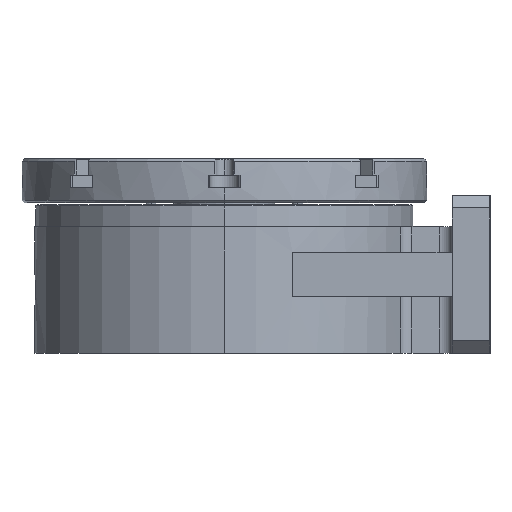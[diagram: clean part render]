
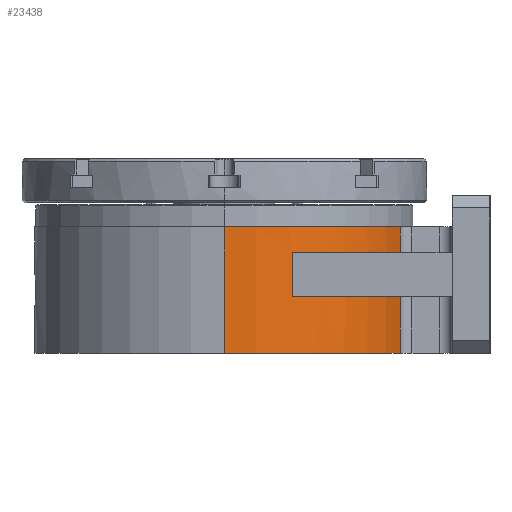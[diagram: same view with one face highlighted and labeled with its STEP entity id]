
A CAD part, left-side view. The second image highlights one B-rep face of the part: STEP entity #23438.
In plain terms, the highlighted cylindrical face has radius 150 mm (diameter 300 mm), a partial arc.
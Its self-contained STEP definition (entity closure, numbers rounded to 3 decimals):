
#145 = ORIENTED_EDGE ( 'NONE', *, *, #18086, .T. ) ;
#598 = CARTESIAN_POINT ( 'NONE',  ( -140., -53.852, -20. ) ) ;
#682 = EDGE_CURVE ( 'NONE', #1166, #37051, #8084, .T. ) ;
#1112 = EDGE_CURVE ( 'NONE', #17682, #14097, #28380, .T. ) ;
#1158 = CARTESIAN_POINT ( 'NONE',  ( -56.25, -139.054, -20. ) ) ;
#1166 = VERTEX_POINT ( 'NONE', #9709 ) ;
#1479 = EDGE_CURVE ( 'NONE', #37051, #14897, #41464, .T. ) ;
#1769 = LINE ( 'NONE', #28460, #8763 ) ;
#1884 = CARTESIAN_POINT ( 'NONE',  ( -56.25, -139.054, -100. ) ) ;
#1932 = DIRECTION ( 'NONE',  ( 1., 0., 0. ) ) ;
#2243 = ORIENTED_EDGE ( 'NONE', *, *, #10669, .T. ) ;
#2363 = VERTEX_POINT ( 'NONE', #36866 ) ;
#2850 = ORIENTED_EDGE ( 'NONE', *, *, #1479, .T. ) ;
#3141 = CARTESIAN_POINT ( 'NONE',  ( -150., 0., 0. ) ) ;
#3316 = DIRECTION ( 'NONE',  ( 1., 0., 0. ) ) ;
#3677 = AXIS2_PLACEMENT_3D ( 'NONE', #36302, #33050, #3316 ) ;
#4402 = DIRECTION ( 'NONE',  ( 0., 0., 1. ) ) ;
#4620 = CARTESIAN_POINT ( 'NONE',  ( -140., -53.852, -407.105 ) ) ;
#5037 = VERTEX_POINT ( 'NONE', #24258 ) ;
#5192 = CARTESIAN_POINT ( 'NONE',  ( 0., 0., 0. ) ) ;
#6161 = LINE ( 'NONE', #26521, #11526 ) ;
#6394 = DIRECTION ( 'NONE',  ( 0., 0., 1. ) ) ;
#6507 = ORIENTED_EDGE ( 'NONE', *, *, #1112, .F. ) ;
#8084 = LINE ( 'NONE', #4620, #18568 ) ;
#8723 = AXIS2_PLACEMENT_3D ( 'NONE', #5192, #18411, #1932 ) ;
#8763 = VECTOR ( 'NONE', #41682, 1000. ) ;
#8917 = VECTOR ( 'NONE', #35111, 1000. ) ;
#9709 = CARTESIAN_POINT ( 'NONE',  ( -140., -53.852, -55. ) ) ;
#10360 = EDGE_CURVE ( 'NONE', #17771, #2363, #6161, .T. ) ;
#10669 = EDGE_CURVE ( 'NONE', #14897, #5037, #1769, .T. ) ;
#11526 = VECTOR ( 'NONE', #36309, 1000. ) ;
#11634 = AXIS2_PLACEMENT_3D ( 'NONE', #36336, #6394, #26544 ) ;
#13412 = CARTESIAN_POINT ( 'NONE',  ( -150., 0., -100. ) ) ;
#13429 = EDGE_LOOP ( 'NONE', ( #6507, #17103, #34527, #145, #40786, #2850, #2243, #15932 ) ) ;
#14097 = VERTEX_POINT ( 'NONE', #3141 ) ;
#14897 = VERTEX_POINT ( 'NONE', #1158 ) ;
#15932 = ORIENTED_EDGE ( 'NONE', *, *, #36766, .F. ) ;
#16583 = FACE_OUTER_BOUND ( 'NONE', #13429, .T. ) ;
#17103 = ORIENTED_EDGE ( 'NONE', *, *, #27900, .T. ) ;
#17682 = VERTEX_POINT ( 'NONE', #13412 ) ;
#17771 = VERTEX_POINT ( 'NONE', #1884 ) ;
#18086 = EDGE_CURVE ( 'NONE', #2363, #1166, #39704, .T. ) ;
#18411 = DIRECTION ( 'NONE',  ( 0., 0., 1. ) ) ;
#18568 = VECTOR ( 'NONE', #4402, 1000. ) ;
#20091 = DIRECTION ( 'NONE',  ( 0., 0., -1. ) ) ;
#20282 = CIRCLE ( 'NONE', #3677, 150. ) ;
#23438 = ADVANCED_FACE ( 'NONE', ( #16583 ), #42599, .T. ) ;
#24258 = CARTESIAN_POINT ( 'NONE',  ( -56.25, -139.054, 0. ) ) ;
#26521 = CARTESIAN_POINT ( 'NONE',  ( -56.25, -139.054, -100. ) ) ;
#26544 = DIRECTION ( 'NONE',  ( 1., 0., 0. ) ) ;
#26800 = DIRECTION ( 'NONE',  ( -1., 0., 0. ) ) ;
#27010 = CARTESIAN_POINT ( 'NONE',  ( 0., 0., -55. ) ) ;
#27900 = EDGE_CURVE ( 'NONE', #17682, #17771, #20282, .T. ) ;
#28380 = LINE ( 'NONE', #41605, #8917 ) ;
#28460 = CARTESIAN_POINT ( 'NONE',  ( -56.25, -139.054, -100. ) ) ;
#29714 = AXIS2_PLACEMENT_3D ( 'NONE', #33542, #37002, #33755 ) ;
#33050 = DIRECTION ( 'NONE',  ( 0., 0., 1. ) ) ;
#33542 = CARTESIAN_POINT ( 'NONE',  ( 0., 0., -20. ) ) ;
#33755 = DIRECTION ( 'NONE',  ( 1., 0., 0. ) ) ;
#34527 = ORIENTED_EDGE ( 'NONE', *, *, #10360, .T. ) ;
#35111 = DIRECTION ( 'NONE',  ( 0., 0., 1. ) ) ;
#36302 = CARTESIAN_POINT ( 'NONE',  ( 0., 0., -100. ) ) ;
#36309 = DIRECTION ( 'NONE',  ( 0., 0., 1. ) ) ;
#36336 = CARTESIAN_POINT ( 'NONE',  ( 0., 0., -100. ) ) ;
#36766 = EDGE_CURVE ( 'NONE', #14097, #5037, #37129, .T. ) ;
#36866 = CARTESIAN_POINT ( 'NONE',  ( -56.25, -139.054, -55. ) ) ;
#37002 = DIRECTION ( 'NONE',  ( 0., 0., 1. ) ) ;
#37051 = VERTEX_POINT ( 'NONE', #598 ) ;
#37129 = CIRCLE ( 'NONE', #8723, 150. ) ;
#39704 = CIRCLE ( 'NONE', #41080, 150. ) ;
#40786 = ORIENTED_EDGE ( 'NONE', *, *, #682, .T. ) ;
#41080 = AXIS2_PLACEMENT_3D ( 'NONE', #27010, #20091, #26800 ) ;
#41464 = CIRCLE ( 'NONE', #29714, 150. ) ;
#41605 = CARTESIAN_POINT ( 'NONE',  ( -150., 0., -100. ) ) ;
#41682 = DIRECTION ( 'NONE',  ( 0., 0., 1. ) ) ;
#42599 = CYLINDRICAL_SURFACE ( 'NONE', #11634, 150. ) ;
